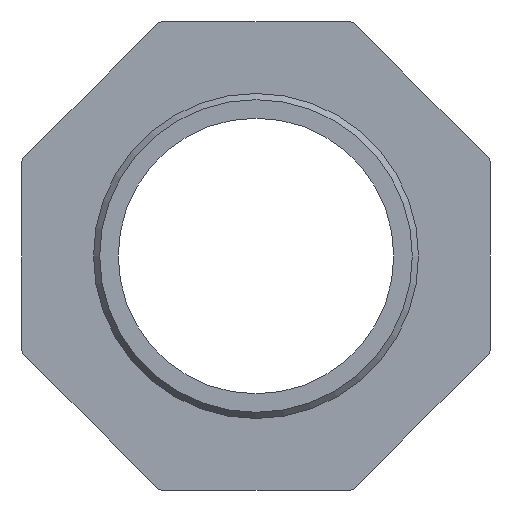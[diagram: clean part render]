
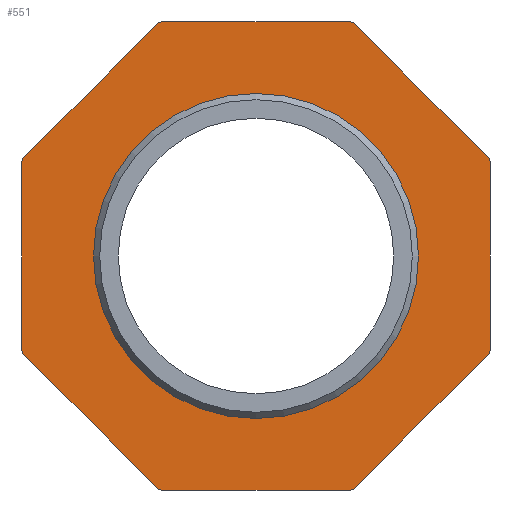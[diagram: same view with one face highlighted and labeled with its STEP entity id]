
A CAD part, left-side view. The second image highlights one B-rep face of the part: STEP entity #551.
In plain terms, the highlighted planar face has unit normal (-1, 0, 0).
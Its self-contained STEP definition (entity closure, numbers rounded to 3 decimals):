
#25=LINE('',#874,#64);
#35=LINE('',#912,#74);
#38=LINE('',#920,#77);
#41=LINE('',#928,#80);
#44=LINE('',#936,#83);
#47=LINE('',#944,#86);
#50=LINE('',#953,#89);
#54=LINE('',#970,#93);
#64=VECTOR('',#706,10.);
#74=VECTOR('',#740,10.);
#77=VECTOR('',#749,10.);
#80=VECTOR('',#758,10.);
#83=VECTOR('',#767,10.);
#86=VECTOR('',#776,10.);
#89=VECTOR('',#785,10.);
#93=VECTOR('',#809,10.);
#114=FACE_BOUND('',#183,.T.);
#145=FACE_OUTER_BOUND('',#182,.T.);
#182=EDGE_LOOP('',(#475,#476,#477,#478,#479,#480,#481,#482,#483,#484,#485,
#486,#487,#488,#489,#490));
#183=EDGE_LOOP('',(#491));
#200=CIRCLE('',#596,12.5);
#202=CIRCLE('',#599,0.5);
#211=CIRCLE('',#611,0.5);
#212=CIRCLE('',#614,0.5);
#213=CIRCLE('',#617,0.5);
#214=CIRCLE('',#620,0.5);
#215=CIRCLE('',#623,0.5);
#216=CIRCLE('',#626,0.5);
#217=CIRCLE('',#629,0.5);
#235=VERTEX_POINT('',#857);
#238=VERTEX_POINT('',#864);
#239=VERTEX_POINT('',#866);
#241=VERTEX_POINT('',#872);
#256=VERTEX_POINT('',#906);
#257=VERTEX_POINT('',#910);
#258=VERTEX_POINT('',#914);
#259=VERTEX_POINT('',#918);
#260=VERTEX_POINT('',#922);
#261=VERTEX_POINT('',#926);
#262=VERTEX_POINT('',#930);
#263=VERTEX_POINT('',#934);
#264=VERTEX_POINT('',#938);
#265=VERTEX_POINT('',#940);
#266=VERTEX_POINT('',#946);
#267=VERTEX_POINT('',#948);
#268=VERTEX_POINT('',#952);
#289=EDGE_CURVE('',#235,#235,#200,.T.);
#293=EDGE_CURVE('',#238,#239,#202,.T.);
#297=EDGE_CURVE('',#241,#238,#25,.T.);
#314=EDGE_CURVE('',#256,#241,#211,.T.);
#316=EDGE_CURVE('',#257,#256,#35,.T.);
#318=EDGE_CURVE('',#258,#257,#212,.T.);
#320=EDGE_CURVE('',#259,#258,#38,.T.);
#322=EDGE_CURVE('',#260,#259,#213,.T.);
#324=EDGE_CURVE('',#261,#260,#41,.T.);
#326=EDGE_CURVE('',#262,#261,#214,.T.);
#328=EDGE_CURVE('',#263,#262,#44,.T.);
#330=EDGE_CURVE('',#264,#265,#215,.T.);
#332=EDGE_CURVE('',#239,#264,#47,.T.);
#334=EDGE_CURVE('',#266,#267,#216,.T.);
#336=EDGE_CURVE('',#267,#268,#50,.T.);
#338=EDGE_CURVE('',#268,#263,#217,.T.);
#345=EDGE_CURVE('',#265,#266,#54,.T.);
#475=ORIENTED_EDGE('',*,*,#293,.F.);
#476=ORIENTED_EDGE('',*,*,#297,.F.);
#477=ORIENTED_EDGE('',*,*,#314,.F.);
#478=ORIENTED_EDGE('',*,*,#316,.F.);
#479=ORIENTED_EDGE('',*,*,#318,.F.);
#480=ORIENTED_EDGE('',*,*,#320,.F.);
#481=ORIENTED_EDGE('',*,*,#322,.F.);
#482=ORIENTED_EDGE('',*,*,#324,.F.);
#483=ORIENTED_EDGE('',*,*,#326,.F.);
#484=ORIENTED_EDGE('',*,*,#328,.F.);
#485=ORIENTED_EDGE('',*,*,#338,.F.);
#486=ORIENTED_EDGE('',*,*,#336,.F.);
#487=ORIENTED_EDGE('',*,*,#334,.F.);
#488=ORIENTED_EDGE('',*,*,#345,.F.);
#489=ORIENTED_EDGE('',*,*,#330,.F.);
#490=ORIENTED_EDGE('',*,*,#332,.F.);
#491=ORIENTED_EDGE('',*,*,#289,.T.);
#511=PLANE('',#638);
#551=ADVANCED_FACE('',(#145,#114),#511,.T.);
#596=AXIS2_PLACEMENT_3D('',#858,#691,#692);
#599=AXIS2_PLACEMENT_3D('',#867,#699,#700);
#611=AXIS2_PLACEMENT_3D('',#908,#735,#736);
#614=AXIS2_PLACEMENT_3D('',#916,#744,#745);
#617=AXIS2_PLACEMENT_3D('',#924,#753,#754);
#620=AXIS2_PLACEMENT_3D('',#932,#762,#763);
#623=AXIS2_PLACEMENT_3D('',#941,#771,#772);
#626=AXIS2_PLACEMENT_3D('',#949,#780,#781);
#629=AXIS2_PLACEMENT_3D('',#956,#789,#790);
#638=AXIS2_PLACEMENT_3D('',#971,#810,#811);
#691=DIRECTION('center_axis',(1.,0.,0.));
#692=DIRECTION('ref_axis',(0.,0.,-1.));
#699=DIRECTION('center_axis',(1.,0.,0.));
#700=DIRECTION('ref_axis',(0.,-0.924,-0.383));
#706=DIRECTION('',(0.,0.,-1.));
#735=DIRECTION('center_axis',(1.,0.,0.));
#736=DIRECTION('ref_axis',(0.,-0.924,0.383));
#740=DIRECTION('',(0.,-0.707,-0.707));
#744=DIRECTION('center_axis',(1.,0.,0.));
#745=DIRECTION('ref_axis',(0.,-0.383,0.924));
#749=DIRECTION('',(0.,-1.,0.));
#753=DIRECTION('center_axis',(1.,0.,0.));
#754=DIRECTION('ref_axis',(0.,0.383,0.924));
#758=DIRECTION('',(0.,-0.707,0.707));
#762=DIRECTION('center_axis',(1.,0.,0.));
#763=DIRECTION('ref_axis',(0.,0.924,0.383));
#767=DIRECTION('',(0.,0.,1.));
#771=DIRECTION('center_axis',(1.,0.,0.));
#772=DIRECTION('ref_axis',(0.,-0.383,-0.924));
#776=DIRECTION('',(0.,0.707,-0.707));
#780=DIRECTION('center_axis',(1.,0.,0.));
#781=DIRECTION('ref_axis',(0.,0.383,-0.924));
#785=DIRECTION('',(0.,0.707,0.707));
#789=DIRECTION('center_axis',(1.,0.,0.));
#790=DIRECTION('ref_axis',(0.,0.924,-0.383));
#809=DIRECTION('',(0.,1.,0.));
#810=DIRECTION('center_axis',(-1.,0.,0.));
#811=DIRECTION('ref_axis',(0.,0.,1.));
#857=CARTESIAN_POINT('',(-4.,-12.5,0.));
#858=CARTESIAN_POINT('Origin',(-4.,0.,0.));
#864=CARTESIAN_POINT('',(-4.,-18.,-7.249));
#866=CARTESIAN_POINT('',(-4.,-17.854,-7.602));
#867=CARTESIAN_POINT('Origin',(-4.,-17.5,-7.249));
#872=CARTESIAN_POINT('',(-4.,-18.,7.249));
#874=CARTESIAN_POINT('',(-4.,-18.,7.456));
#906=CARTESIAN_POINT('',(-4.,-17.854,7.602));
#908=CARTESIAN_POINT('Origin',(-4.,-17.5,7.249));
#910=CARTESIAN_POINT('',(-4.,-7.602,17.854));
#912=CARTESIAN_POINT('',(-4.,-7.456,18.));
#914=CARTESIAN_POINT('',(-4.,-7.249,18.));
#916=CARTESIAN_POINT('Origin',(-4.,-7.249,17.5));
#918=CARTESIAN_POINT('',(-4.,7.249,18.));
#920=CARTESIAN_POINT('',(-4.,7.456,18.));
#922=CARTESIAN_POINT('',(-4.,7.602,17.854));
#924=CARTESIAN_POINT('Origin',(-4.,7.249,17.5));
#926=CARTESIAN_POINT('',(-4.,17.854,7.602));
#928=CARTESIAN_POINT('',(-4.,18.,7.456));
#930=CARTESIAN_POINT('',(-4.,18.,7.249));
#932=CARTESIAN_POINT('Origin',(-4.,17.5,7.249));
#934=CARTESIAN_POINT('',(-4.,18.,-7.249));
#936=CARTESIAN_POINT('',(-4.,18.,-7.456));
#938=CARTESIAN_POINT('',(-4.,-7.602,-17.854));
#940=CARTESIAN_POINT('',(-4.,-7.249,-18.));
#941=CARTESIAN_POINT('Origin',(-4.,-7.249,-17.5));
#944=CARTESIAN_POINT('',(-4.,-18.,-7.456));
#946=CARTESIAN_POINT('',(-4.,7.249,-18.));
#948=CARTESIAN_POINT('',(-4.,7.602,-17.854));
#949=CARTESIAN_POINT('Origin',(-4.,7.249,-17.5));
#952=CARTESIAN_POINT('',(-4.,17.854,-7.602));
#953=CARTESIAN_POINT('',(-4.,7.456,-18.));
#956=CARTESIAN_POINT('Origin',(-4.,17.5,-7.249));
#970=CARTESIAN_POINT('',(-4.,-7.456,-18.));
#971=CARTESIAN_POINT('Origin',(-4.,15.5,0.));
